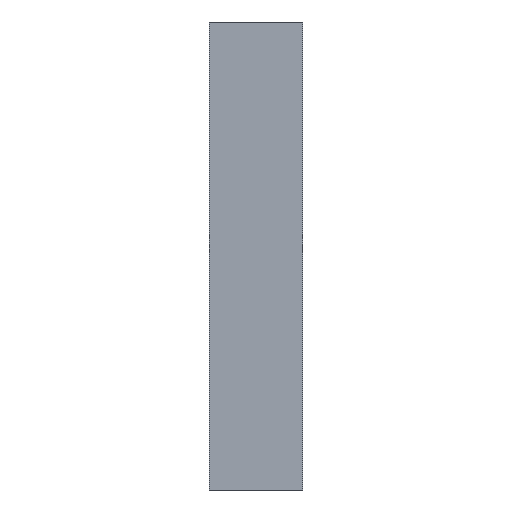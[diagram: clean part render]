
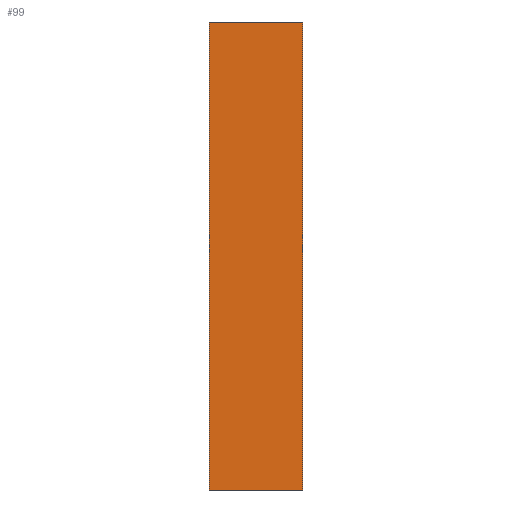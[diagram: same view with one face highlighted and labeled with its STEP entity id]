
A CAD part, left-side view. The second image highlights one B-rep face of the part: STEP entity #99.
In plain terms, the highlighted planar face has unit normal (-1, 0, 0).
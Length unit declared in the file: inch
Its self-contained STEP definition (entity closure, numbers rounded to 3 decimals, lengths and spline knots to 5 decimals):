
#99=ADVANCED_FACE('',(#111),#105,.F.);
#105=PLANE('',#192);
#111=FACE_OUTER_BOUND('',#117,.T.);
#117=EDGE_LOOP('',(#132,#133,#134,#135));
#132=ORIENTED_EDGE('',*,*,#162,.F.);
#133=ORIENTED_EDGE('',*,*,#152,.T.);
#134=ORIENTED_EDGE('',*,*,#163,.T.);
#135=ORIENTED_EDGE('',*,*,#160,.F.);
#144=VERTEX_POINT('',#223);
#145=VERTEX_POINT('',#224);
#150=VERTEX_POINT('',#238);
#151=VERTEX_POINT('',#240);
#152=EDGE_CURVE('',#144,#145,#164,.T.);
#160=EDGE_CURVE('',#150,#151,#172,.T.);
#162=EDGE_CURVE('',#144,#150,#174,.T.);
#163=EDGE_CURVE('',#145,#151,#175,.T.);
#164=LINE('',#222,#176);
#172=LINE('',#239,#184);
#174=LINE('',#243,#186);
#175=LINE('',#244,#187);
#176=VECTOR('',#197,1.);
#184=VECTOR('',#209,1.);
#186=VECTOR('',#213,1.);
#187=VECTOR('',#214,1.);
#192=AXIS2_PLACEMENT_3D('',#245,#215,#216);
#197=DIRECTION('',(0.,0.,-1.));
#209=DIRECTION('',(0.,0.,-1.));
#213=DIRECTION('',(0.,-1.,0.));
#214=DIRECTION('',(0.,-1.,0.));
#215=DIRECTION('',(1.,0.,0.));
#216=DIRECTION('',(0.,-1.,0.));
#222=CARTESIAN_POINT('',(2.235,0.,12.1));
#223=CARTESIAN_POINT('',(2.235,0.,13.1));
#224=CARTESIAN_POINT('',(2.235,0.,11.85));
#238=CARTESIAN_POINT('',(2.235,-0.25,13.1));
#239=CARTESIAN_POINT('',(2.235,-0.25,12.1));
#240=CARTESIAN_POINT('',(2.235,-0.25,11.85));
#243=CARTESIAN_POINT('',(2.235,0.,13.1));
#244=CARTESIAN_POINT('',(2.235,0.,11.85));
#245=CARTESIAN_POINT('',(2.235,0.,12.1));
